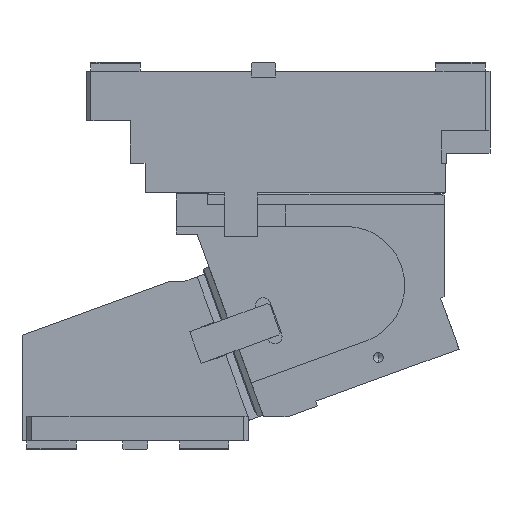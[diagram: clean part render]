
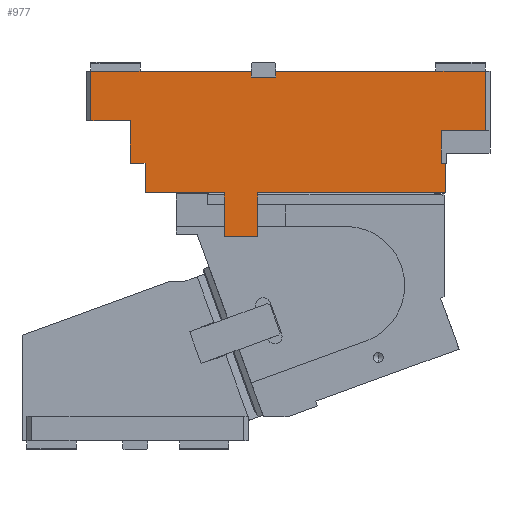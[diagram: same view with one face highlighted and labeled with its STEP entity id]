
A CAD part, front view. The second image highlights one B-rep face of the part: STEP entity #977.
In plain terms, the highlighted planar face has unit normal (0, -1, 0).
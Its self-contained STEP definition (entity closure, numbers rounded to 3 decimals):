
#299=CARTESIAN_POINT('Vertex',(45.,-200.,-50.)) ;
#302=CARTESIAN_POINT('Line Origine',(25.,-200.,-50.)) ;
#306=CARTESIAN_POINT('Vertex',(5.,-200.,-50.)) ;
#391=CARTESIAN_POINT('Line Origine',(5.,-200.,-25.)) ;
#395=CARTESIAN_POINT('Vertex',(5.,-200.,0.)) ;
#785=CARTESIAN_POINT('Vertex',(59.85,-200.,-123.49)) ;
#788=CARTESIAN_POINT('Line Origine',(59.85,-200.,-108.49)) ;
#792=CARTESIAN_POINT('Vertex',(59.85,-200.,-93.49)) ;
#816=CARTESIAN_POINT('Line Origine',(52.425,-200.,-93.49)) ;
#820=CARTESIAN_POINT('Vertex',(45.,-200.,-93.49)) ;
#842=CARTESIAN_POINT('Axis2P3D Location',(0.,-200.,0.)) ;
#847=CARTESIAN_POINT('Line Origine',(180.,-200.,-6.)) ;
#851=CARTESIAN_POINT('Vertex',(167.5,-200.,-6.)) ;
#853=CARTESIAN_POINT('Vertex',(192.5,-200.,-6.)) ;
#856=CARTESIAN_POINT('Line Origine',(167.5,-200.,-3.)) ;
#860=CARTESIAN_POINT('Vertex',(167.5,-200.,0.)) ;
#863=CARTESIAN_POINT('Line Origine',(86.25,-200.,0.)) ;
#868=CARTESIAN_POINT('Line Origine',(45.,-200.,-71.745)) ;
#873=CARTESIAN_POINT('Line Origine',(100.1,-200.,-123.49)) ;
#877=CARTESIAN_POINT('Vertex',(140.35,-200.,-123.49)) ;
#880=CARTESIAN_POINT('Line Origine',(140.35,-200.,-145.74)) ;
#884=CARTESIAN_POINT('Vertex',(140.35,-200.,-167.99)) ;
#887=CARTESIAN_POINT('Line Origine',(157.35,-200.,-167.99)) ;
#891=CARTESIAN_POINT('Vertex',(174.35,-200.,-167.99)) ;
#894=CARTESIAN_POINT('Line Origine',(174.35,-200.,-145.74)) ;
#898=CARTESIAN_POINT('Vertex',(174.35,-200.,-123.49)) ;
#901=CARTESIAN_POINT('Line Origine',(269.6,-200.,-123.49)) ;
#905=CARTESIAN_POINT('Vertex',(364.85,-200.,-123.49)) ;
#908=CARTESIAN_POINT('Line Origine',(364.85,-200.,-108.49)) ;
#912=CARTESIAN_POINT('Vertex',(364.85,-200.,-93.49)) ;
#915=CARTESIAN_POINT('Line Origine',(362.56,-200.,-93.49)) ;
#919=CARTESIAN_POINT('Vertex',(360.27,-200.,-93.49)) ;
#922=CARTESIAN_POINT('Line Origine',(360.27,-200.,-76.795)) ;
#926=CARTESIAN_POINT('Vertex',(360.27,-200.,-60.1)) ;
#929=CARTESIAN_POINT('Line Origine',(382.635,-200.,-60.1)) ;
#933=CARTESIAN_POINT('Vertex',(405.,-200.,-60.1)) ;
#936=CARTESIAN_POINT('Line Origine',(405.,-200.,-30.05)) ;
#940=CARTESIAN_POINT('Vertex',(405.,-200.,0.)) ;
#943=CARTESIAN_POINT('Line Origine',(298.75,-200.,0.)) ;
#947=CARTESIAN_POINT('Vertex',(192.5,-200.,0.)) ;
#950=CARTESIAN_POINT('Line Origine',(192.5,-200.,-3.)) ;
#303=DIRECTION('Vector Direction',(1.,0.,0.)) ;
#392=DIRECTION('Vector Direction',(0.,0.,-1.)) ;
#789=DIRECTION('Vector Direction',(0.,0.,1.)) ;
#817=DIRECTION('Vector Direction',(-1.,0.,0.)) ;
#843=DIRECTION('Axis2P3D Direction',(0.,1.,0.)) ;
#844=DIRECTION('Axis2P3D XDirection',(0.,0.,1.)) ;
#848=DIRECTION('Vector Direction',(1.,0.,0.)) ;
#857=DIRECTION('Vector Direction',(0.,0.,1.)) ;
#864=DIRECTION('Vector Direction',(1.,0.,0.)) ;
#869=DIRECTION('Vector Direction',(0.,0.,-1.)) ;
#874=DIRECTION('Vector Direction',(1.,0.,0.)) ;
#881=DIRECTION('Vector Direction',(0.,0.,1.)) ;
#888=DIRECTION('Vector Direction',(1.,0.,0.)) ;
#895=DIRECTION('Vector Direction',(0.,0.,1.)) ;
#902=DIRECTION('Vector Direction',(-1.,0.,0.)) ;
#909=DIRECTION('Vector Direction',(0.,0.,1.)) ;
#916=DIRECTION('Vector Direction',(1.,0.,0.)) ;
#923=DIRECTION('Vector Direction',(0.,0.,1.)) ;
#930=DIRECTION('Vector Direction',(1.,0.,0.)) ;
#937=DIRECTION('Vector Direction',(0.,0.,1.)) ;
#944=DIRECTION('Vector Direction',(1.,0.,0.)) ;
#951=DIRECTION('Vector Direction',(0.,0.,-1.)) ;
#845=AXIS2_PLACEMENT_3D('Plane Axis2P3D',#842,#843,#844) ;
#956=ORIENTED_EDGE('',*,*,#855,.F.) ;
#957=ORIENTED_EDGE('',*,*,#862,.T.) ;
#958=ORIENTED_EDGE('',*,*,#867,.F.) ;
#959=ORIENTED_EDGE('',*,*,#397,.T.) ;
#960=ORIENTED_EDGE('',*,*,#308,.T.) ;
#961=ORIENTED_EDGE('',*,*,#872,.T.) ;
#962=ORIENTED_EDGE('',*,*,#822,.F.) ;
#963=ORIENTED_EDGE('',*,*,#794,.T.) ;
#964=ORIENTED_EDGE('',*,*,#879,.T.) ;
#965=ORIENTED_EDGE('',*,*,#886,.F.) ;
#966=ORIENTED_EDGE('',*,*,#893,.T.) ;
#967=ORIENTED_EDGE('',*,*,#900,.T.) ;
#968=ORIENTED_EDGE('',*,*,#907,.T.) ;
#969=ORIENTED_EDGE('',*,*,#914,.T.) ;
#970=ORIENTED_EDGE('',*,*,#921,.T.) ;
#971=ORIENTED_EDGE('',*,*,#928,.T.) ;
#972=ORIENTED_EDGE('',*,*,#935,.T.) ;
#973=ORIENTED_EDGE('',*,*,#942,.T.) ;
#974=ORIENTED_EDGE('',*,*,#949,.F.) ;
#975=ORIENTED_EDGE('',*,*,#954,.T.) ;
#304=VECTOR('Line Direction',#303,1.) ;
#393=VECTOR('Line Direction',#392,1.) ;
#790=VECTOR('Line Direction',#789,1.) ;
#818=VECTOR('Line Direction',#817,1.) ;
#849=VECTOR('Line Direction',#848,1.) ;
#858=VECTOR('Line Direction',#857,1.) ;
#865=VECTOR('Line Direction',#864,1.) ;
#870=VECTOR('Line Direction',#869,1.) ;
#875=VECTOR('Line Direction',#874,1.) ;
#882=VECTOR('Line Direction',#881,1.) ;
#889=VECTOR('Line Direction',#888,1.) ;
#896=VECTOR('Line Direction',#895,1.) ;
#903=VECTOR('Line Direction',#902,1.) ;
#910=VECTOR('Line Direction',#909,1.) ;
#917=VECTOR('Line Direction',#916,1.) ;
#924=VECTOR('Line Direction',#923,1.) ;
#931=VECTOR('Line Direction',#930,1.) ;
#938=VECTOR('Line Direction',#937,1.) ;
#945=VECTOR('Line Direction',#944,1.) ;
#952=VECTOR('Line Direction',#951,1.) ;
#977=ADVANCED_FACE('CAM HOLDER',(#976),#846,.F.) ;
#308=EDGE_CURVE('',#307,#300,#305,.T.) ;
#397=EDGE_CURVE('',#396,#307,#394,.T.) ;
#794=EDGE_CURVE('',#793,#786,#791,.F.) ;
#822=EDGE_CURVE('',#793,#821,#819,.T.) ;
#855=EDGE_CURVE('',#852,#854,#850,.T.) ;
#862=EDGE_CURVE('',#852,#861,#859,.T.) ;
#867=EDGE_CURVE('',#396,#861,#866,.T.) ;
#872=EDGE_CURVE('',#300,#821,#871,.T.) ;
#879=EDGE_CURVE('',#786,#878,#876,.T.) ;
#886=EDGE_CURVE('',#885,#878,#883,.T.) ;
#893=EDGE_CURVE('',#885,#892,#890,.T.) ;
#900=EDGE_CURVE('',#892,#899,#897,.T.) ;
#907=EDGE_CURVE('',#899,#906,#904,.F.) ;
#914=EDGE_CURVE('',#906,#913,#911,.T.) ;
#921=EDGE_CURVE('',#913,#920,#918,.F.) ;
#928=EDGE_CURVE('',#920,#927,#925,.T.) ;
#935=EDGE_CURVE('',#927,#934,#932,.T.) ;
#942=EDGE_CURVE('',#934,#941,#939,.T.) ;
#949=EDGE_CURVE('',#948,#941,#946,.T.) ;
#954=EDGE_CURVE('',#948,#854,#953,.T.) ;
#955=EDGE_LOOP('',(#956,#957,#958,#959,#960,#961,#962,#963,#964,#965,#966,#967,#968,#969,#970,#971,#972,#973,#974,#975)) ;
#976=FACE_OUTER_BOUND('',#955,.T.) ;
#305=LINE('Line',#302,#304) ;
#394=LINE('Line',#391,#393) ;
#791=LINE('Line',#788,#790) ;
#819=LINE('Line',#816,#818) ;
#850=LINE('Line',#847,#849) ;
#859=LINE('Line',#856,#858) ;
#866=LINE('Line',#863,#865) ;
#871=LINE('Line',#868,#870) ;
#876=LINE('Line',#873,#875) ;
#883=LINE('Line',#880,#882) ;
#890=LINE('Line',#887,#889) ;
#897=LINE('Line',#894,#896) ;
#904=LINE('Line',#901,#903) ;
#911=LINE('Line',#908,#910) ;
#918=LINE('Line',#915,#917) ;
#925=LINE('Line',#922,#924) ;
#932=LINE('Line',#929,#931) ;
#939=LINE('Line',#936,#938) ;
#946=LINE('Line',#943,#945) ;
#953=LINE('Line',#950,#952) ;
#846=PLANE('Plane',#845) ;
#300=VERTEX_POINT('',#299) ;
#307=VERTEX_POINT('',#306) ;
#396=VERTEX_POINT('',#395) ;
#786=VERTEX_POINT('',#785) ;
#793=VERTEX_POINT('',#792) ;
#821=VERTEX_POINT('',#820) ;
#852=VERTEX_POINT('',#851) ;
#854=VERTEX_POINT('',#853) ;
#861=VERTEX_POINT('',#860) ;
#878=VERTEX_POINT('',#877) ;
#885=VERTEX_POINT('',#884) ;
#892=VERTEX_POINT('',#891) ;
#899=VERTEX_POINT('',#898) ;
#906=VERTEX_POINT('',#905) ;
#913=VERTEX_POINT('',#912) ;
#920=VERTEX_POINT('',#919) ;
#927=VERTEX_POINT('',#926) ;
#934=VERTEX_POINT('',#933) ;
#941=VERTEX_POINT('',#940) ;
#948=VERTEX_POINT('',#947) ;
